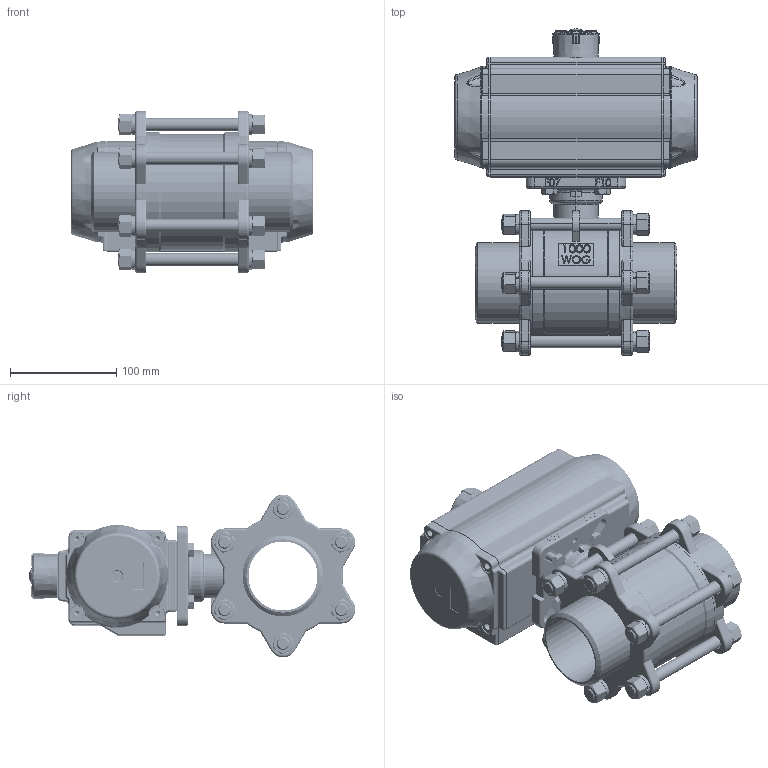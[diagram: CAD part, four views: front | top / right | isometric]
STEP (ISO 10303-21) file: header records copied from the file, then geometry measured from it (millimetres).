
FILE_DESCRIPTION(/* description */ ('Unknown'),/* implementation_level */ '2;1');
FILE_NAME(/* name */ 'PD05 9337-10',/* time_stamp */ '2025-02-19T11:15:23+01:00',/* author */ ('Unknown'),/* organization */ ('Unknown'),/* preprocessor_version */ 'ST-DEVELOPER v19.4',/* originating_system */ 'Solid Edge',/* authorisation */ 'Unknown');
FILE_SCHEMA (('INTEGRATED_CNC_SCHEMA','AUTOMOTIVE_DESIGN {1 0 10303 214 3 1 1}'));
Length unit declared in the file: millimetre
Products named in the file (22): PD059337-10; 9337-10_oa_0; 蹟譫B_GB_FASTENER_NUT_SNC1 M12-N; 邧芛蹟翐; 概裔; 弹簧垫圈B_GB_FASTENER_WASHER_SW 12; 碟型垫圈; 概极; 揤杶; 概裝蹟譫; 概裝; PD05_PE04; VTE85____; Optische Anzeige; ______; ________(___________; cup head nib bolts with large head gb_GB_FASTENER_BOLT_CHNBW M6X25-N; huosai85; zhou85; vt85-2016-06-25  _______MIR; vt85-2016-06-25; DIN 933 M8x20 A2-70 BLK_EDST
Assembly tree (57 placements, depth 4):
  PD059337-10
    9337-10_oa_0
      蹟譫B_GB_FASTENER_NUT_SNC1 M12-N  x12
      邧芛蹟翐  x6
      概裔  x2
      弹簧垫圈B_GB_FASTENER_WASHER_SW 12  x12
      碟型垫圈  x2
      概极
      揤杶
      概裝蹟譫
      概裝
    PD05_PE04
      VTE85____
      Optische Anzeige
        ______
        ________(___________  x4
        cup head nib bolts with large head gb_GB_FASTENER_BOLT_CHNBW M6X25-N
      huosai85  x2
      zhou85
      vt85-2016-06-25  _______MIR
      vt85-2016-06-25
    DIN 933 M8x20 A2-70 BLK_EDST  x4
Bounding box: 228 x 307.3 x 153 mm (x, y, z)
Volume: 1860334.5 mm3; surface area: 566706.9 mm2
Topology: 54 solids, 54 shells, 3850 faces, 9494 edges, 5857 vertices
Faces by surface type: plane 1138, cylinder 1072, bspline 704, torus 587, cone 336, sphere 13
Full cylindrical faces by diameter (mm): 3 x16, 3.3 x8, 4 x2, 4.134 x8, 4.66 x1, 4.917 x13, 5 x1, 6 x1, 6.2 x1, 6.647 x6, 8 x4, 11.445 x2, 12 x2, 13 x14, 16.2 x1, 16.5 x1, 18.7 x1, 20 x7, 23 x12, 26 x1, 27 x1, 31.5 x1, 32.2 x1, 32.4 x1, 36 x4, 38.5 x1, 65 x2, 73 x2, 76 x2, 79.2 x2
Entity records: 136765 total; most frequent: CARTESIAN_POINT 77078, ORIENTED_EDGE 13002, DIRECTION 10984, EDGE_CURVE 6501, AXIS2_PLACEMENT_3D 4430, VERTEX_POINT 4171, FACE_BOUND 3186, EDGE_LOOP 3174
